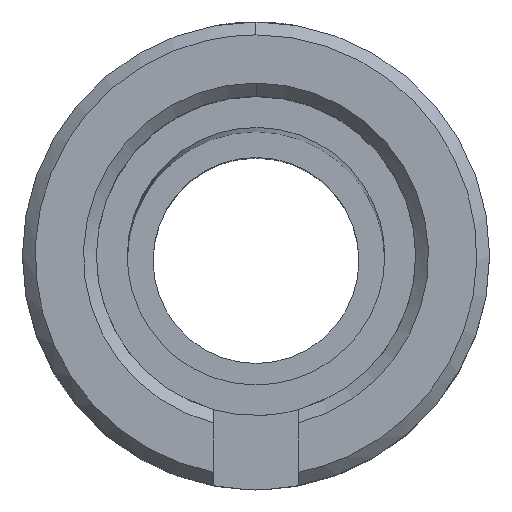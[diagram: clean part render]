
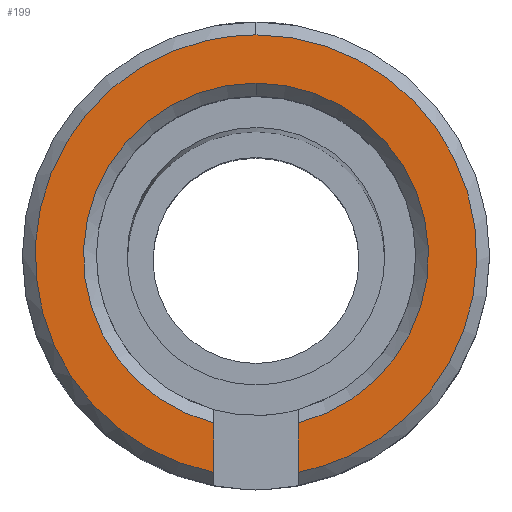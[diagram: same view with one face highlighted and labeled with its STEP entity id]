
A CAD part, top view. The second image highlights one B-rep face of the part: STEP entity #199.
In plain terms, the highlighted planar face has unit normal (0, 0, 1).
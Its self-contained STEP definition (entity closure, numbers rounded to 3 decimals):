
#66=CARTESIAN_POINT('Vertex',(1.65,-6.494,12.5)) ;
#97=CARTESIAN_POINT('Vertex',(1.65,-8.415,12.5)) ;
#100=CARTESIAN_POINT('Line Origine',(1.65,-7.454,12.5)) ;
#114=CARTESIAN_POINT('Axis2P3D Location',(0.,0.,12.5)) ;
#119=CARTESIAN_POINT('Axis2P3D Location',(0.,0.,12.5)) ;
#123=CARTESIAN_POINT('Vertex',(0.,6.7,12.5)) ;
#125=CARTESIAN_POINT('Vertex',(-1.65,-6.494,12.5)) ;
#128=CARTESIAN_POINT('Axis2P3D Location',(0.,0.,12.5)) ;
#134=CARTESIAN_POINT('Control Point',(0.,8.575,12.5)) ;
#135=CARTESIAN_POINT('Control Point',(0.109,8.575,12.5)) ;
#136=CARTESIAN_POINT('Control Point',(0.217,8.573,12.5)) ;
#137=CARTESIAN_POINT('Control Point',(0.326,8.57,12.5)) ;
#138=CARTESIAN_POINT('Control Point',(1.295,8.524,12.5)) ;
#139=CARTESIAN_POINT('Control Point',(2.254,8.341,12.5)) ;
#140=CARTESIAN_POINT('Control Point',(3.082,8.072,12.5)) ;
#141=CARTESIAN_POINT('Control Point',(4.651,7.332,12.5)) ;
#142=CARTESIAN_POINT('Control Point',(5.989,6.228,12.5)) ;
#143=CARTESIAN_POINT('Control Point',(6.585,5.594,12.5)) ;
#144=CARTESIAN_POINT('Control Point',(7.605,4.19,12.5)) ;
#145=CARTESIAN_POINT('Control Point',(8.247,2.579,12.5)) ;
#146=CARTESIAN_POINT('Control Point',(8.464,1.736,12.5)) ;
#147=CARTESIAN_POINT('Control Point',(8.683,0.015,12.5)) ;
#148=CARTESIAN_POINT('Control Point',(8.47,-1.707,12.5)) ;
#149=CARTESIAN_POINT('Control Point',(8.255,-2.55,12.5)) ;
#150=CARTESIAN_POINT('Control Point',(7.619,-4.164,12.5)) ;
#151=CARTESIAN_POINT('Control Point',(6.604,-5.571,12.5)) ;
#152=CARTESIAN_POINT('Control Point',(6.011,-6.207,12.5)) ;
#153=CARTESIAN_POINT('Control Point',(4.845,-7.176,12.5)) ;
#154=CARTESIAN_POINT('Control Point',(3.502,-7.867,12.5)) ;
#155=CARTESIAN_POINT('Control Point',(2.901,-8.108,12.5)) ;
#156=CARTESIAN_POINT('Control Point',(2.281,-8.291,12.5)) ;
#157=CARTESIAN_POINT('Control Point',(1.65,-8.415,12.5)) ;
#158=CARTESIAN_POINT('Vertex',(0.,8.575,12.5)) ;
#162=CARTESIAN_POINT('Control Point',(-1.65,-8.415,12.5)) ;
#163=CARTESIAN_POINT('Control Point',(-2.495,-8.249,12.5)) ;
#164=CARTESIAN_POINT('Control Point',(-3.319,-7.978,12.5)) ;
#165=CARTESIAN_POINT('Control Point',(-4.104,-7.603,12.5)) ;
#166=CARTESIAN_POINT('Control Point',(-5.564,-6.666,12.5)) ;
#167=CARTESIAN_POINT('Control Point',(-6.747,-5.397,12.5)) ;
#168=CARTESIAN_POINT('Control Point',(-7.256,-4.691,12.5)) ;
#169=CARTESIAN_POINT('Control Point',(-8.085,-3.167,12.5)) ;
#170=CARTESIAN_POINT('Control Point',(-8.512,-1.486,12.5)) ;
#171=CARTESIAN_POINT('Control Point',(-8.618,-0.622,12.5)) ;
#172=CARTESIAN_POINT('Control Point',(-8.611,1.113,12.5)) ;
#173=CARTESIAN_POINT('Control Point',(-8.177,2.792,12.5)) ;
#174=CARTESIAN_POINT('Control Point',(-7.854,3.6,12.5)) ;
#175=CARTESIAN_POINT('Control Point',(-7.014,5.118,12.5)) ;
#176=CARTESIAN_POINT('Control Point',(-5.825,6.382,12.5)) ;
#177=CARTESIAN_POINT('Control Point',(-5.154,6.935,12.5)) ;
#178=CARTESIAN_POINT('Control Point',(-3.779,7.803,12.5)) ;
#179=CARTESIAN_POINT('Control Point',(-2.244,8.328,12.5)) ;
#180=CARTESIAN_POINT('Control Point',(-1.504,8.493,12.5)) ;
#181=CARTESIAN_POINT('Control Point',(-0.752,8.575,12.5)) ;
#182=CARTESIAN_POINT('Control Point',(0.,8.575,12.5)) ;
#183=CARTESIAN_POINT('Vertex',(-1.65,-8.415,12.5)) ;
#186=CARTESIAN_POINT('Line Origine',(-1.65,-7.454,12.5)) ;
#101=DIRECTION('Vector Direction',(0.,-1.,0.)) ;
#115=DIRECTION('Axis2P3D Direction',(0.,0.,1.)) ;
#116=DIRECTION('Axis2P3D XDirection',(1.,0.,0.)) ;
#120=DIRECTION('Axis2P3D Direction',(0.,0.,1.)) ;
#129=DIRECTION('Axis2P3D Direction',(0.,0.,1.)) ;
#187=DIRECTION('Vector Direction',(0.,1.,0.)) ;
#117=AXIS2_PLACEMENT_3D('Plane Axis2P3D',#114,#115,#116) ;
#121=AXIS2_PLACEMENT_3D('Circle Axis2P3D',#119,#120,$) ;
#130=AXIS2_PLACEMENT_3D('Circle Axis2P3D',#128,#129,$) ;
#192=ORIENTED_EDGE('',*,*,#127,.F.) ;
#193=ORIENTED_EDGE('',*,*,#132,.F.) ;
#194=ORIENTED_EDGE('',*,*,#104,.T.) ;
#195=ORIENTED_EDGE('',*,*,#160,.F.) ;
#196=ORIENTED_EDGE('',*,*,#185,.F.) ;
#197=ORIENTED_EDGE('',*,*,#190,.T.) ;
#102=VECTOR('Line Direction',#101,1.) ;
#188=VECTOR('Line Direction',#187,1.) ;
#199=ADVANCED_FACE('fut canon',(#198),#118,.T.) ;
#133=B_SPLINE_CURVE_WITH_KNOTS('',5,(#134,#135,#136,#137,#138,#139,#140,#141,#142,#143,#144,#145,#146,#147,#148,#149,#150,#151,#152,#153,#154,#155,#156,#157),.UNSPECIFIED.,.F.,.U.,(6,3,3,3,3,3,3,6),(35.749,36.518,42.604,48.69,54.777,60.863,66.949,71.498),.UNSPECIFIED.) ;
#161=B_SPLINE_CURVE_WITH_KNOTS('',5,(#162,#163,#164,#165,#166,#167,#168,#169,#170,#171,#172,#173,#174,#175,#176,#177,#178,#179,#180,#181,#182),.UNSPECIFIED.,.F.,.U.,(6,3,3,3,3,3,6),(0.,6.086,12.173,18.259,24.345,30.432,35.749),.UNSPECIFIED.) ;
#122=CIRCLE('generated circle',#121,6.7) ;
#131=CIRCLE('generated circle',#130,6.7) ;
#104=EDGE_CURVE('',#67,#98,#103,.T.) ;
#127=EDGE_CURVE('',#124,#126,#122,.T.) ;
#132=EDGE_CURVE('',#67,#124,#131,.T.) ;
#160=EDGE_CURVE('',#159,#98,#133,.T.) ;
#185=EDGE_CURVE('',#184,#159,#161,.T.) ;
#190=EDGE_CURVE('',#184,#126,#189,.T.) ;
#191=EDGE_LOOP('',(#192,#193,#194,#195,#196,#197)) ;
#198=FACE_OUTER_BOUND('',#191,.T.) ;
#103=LINE('Line',#100,#102) ;
#189=LINE('Line',#186,#188) ;
#118=PLANE('',#117) ;
#67=VERTEX_POINT('',#66) ;
#98=VERTEX_POINT('',#97) ;
#124=VERTEX_POINT('',#123) ;
#126=VERTEX_POINT('',#125) ;
#159=VERTEX_POINT('',#158) ;
#184=VERTEX_POINT('',#183) ;
